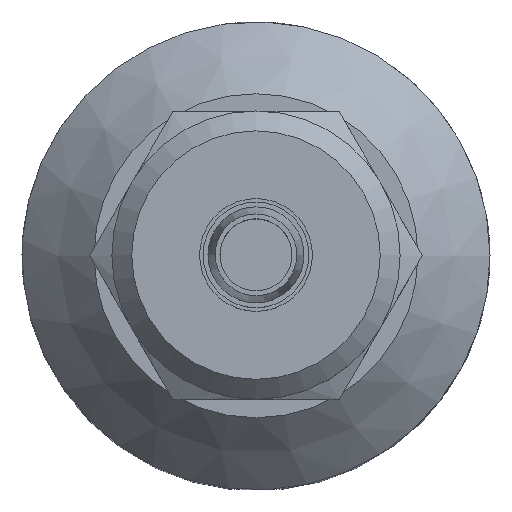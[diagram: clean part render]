
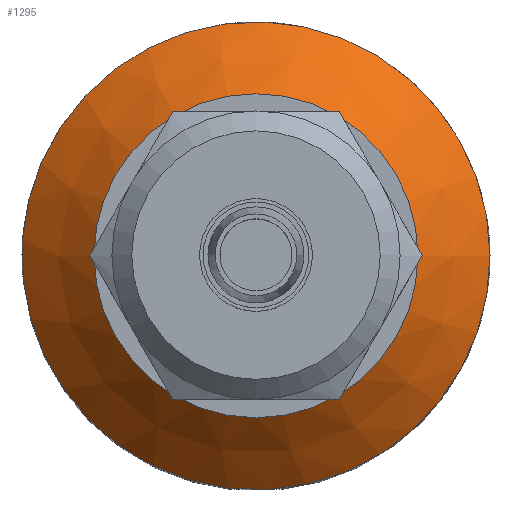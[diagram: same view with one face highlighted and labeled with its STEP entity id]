
A CAD part, top view. The second image highlights one B-rep face of the part: STEP entity #1295.
In plain terms, the highlighted conical face has half-angle 45 degrees and reference radius 13.5 mm.
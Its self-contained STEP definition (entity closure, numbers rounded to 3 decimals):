
#136=CONICAL_SURFACE('',#1398,13.5,0.785);
#315=ORIENTED_EDGE('',*,*,#404,.F.);
#316=ORIENTED_EDGE('',*,*,#458,.T.);
#404=EDGE_CURVE('',#517,#517,#600,.T.);
#458=EDGE_CURVE('',#563,#563,#618,.T.);
#517=VERTEX_POINT('',#1725);
#563=VERTEX_POINT('',#1890);
#600=CIRCLE('',#1356,19.5);
#618=CIRCLE('',#1383,13.5);
#686=EDGE_LOOP('',(#315));
#687=EDGE_LOOP('',(#316));
#774=FACE_BOUND('',#686,.T.);
#775=FACE_BOUND('',#687,.T.);
#1295=ADVANCED_FACE('',(#774,#775),#136,.T.);
#1356=AXIS2_PLACEMENT_3D('',#1724,#1498,#1499);
#1383=AXIS2_PLACEMENT_3D('',#1889,#1576,#1577);
#1398=AXIS2_PLACEMENT_3D('',#1946,#1614,#1615);
#1498=DIRECTION('',(0.,0.,-1.));
#1499=DIRECTION('',(1.,0.,0.));
#1576=DIRECTION('',(0.,0.,-1.));
#1577=DIRECTION('',(1.,0.,0.));
#1614=DIRECTION('',(0.,0.,-1.));
#1615=DIRECTION('',(1.,0.,0.));
#1724=CARTESIAN_POINT('',(0.,0.,-17.463));
#1725=CARTESIAN_POINT('',(19.5,0.,-17.463));
#1889=CARTESIAN_POINT('',(0.,0.,-11.463));
#1890=CARTESIAN_POINT('',(13.5,0.,-11.463));
#1946=CARTESIAN_POINT('',(0.,0.,-11.463));
